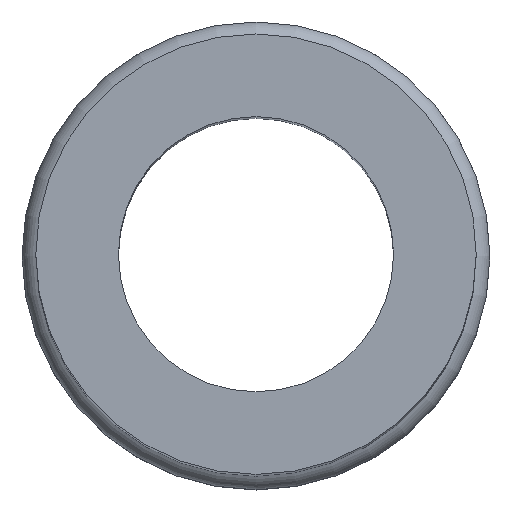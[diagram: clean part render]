
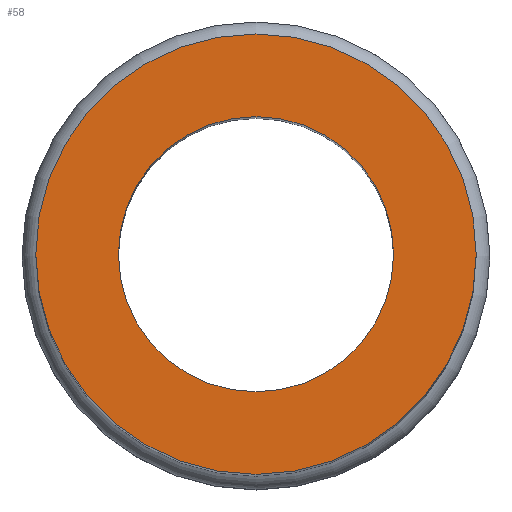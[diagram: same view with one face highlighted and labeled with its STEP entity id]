
A CAD part, top view. The second image highlights one B-rep face of the part: STEP entity #58.
In plain terms, the highlighted planar face has unit normal (0, 0, 1).
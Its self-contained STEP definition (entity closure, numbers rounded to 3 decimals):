
#58=ADVANCED_FACE('240[2]',(#121,#122),#123,.T.);
#71=EDGE_CURVE('240[2]',#143,#143,#144,.T.);
#73=EDGE_CURVE('240[2]',#146,#146,#147,.T.);
#121=FACE_OUTER_BOUND('',#193,.T.);
#122=FACE_BOUND('',#194,.T.);
#123=PLANE('',#195);
#143=VERTEX_POINT('',#220);
#144=CIRCLE('',#221,5.0);
#146=VERTEX_POINT('',#224);
#147=CIRCLE('',#225,8.0);
#193=EDGE_LOOP('',(#260));
#194=EDGE_LOOP('',(#261));
#195=AXIS2_PLACEMENT_3D('',#262,#263,#264);
#220=CARTESIAN_POINT('',(0.,5.0,37.0));
#221=AXIS2_PLACEMENT_3D('',#286,#287,#288);
#224=CARTESIAN_POINT('',(0.,8.0,37.0));
#225=AXIS2_PLACEMENT_3D('',#289,#290,#291);
#260=ORIENTED_EDGE('',*,*,#73,.F.);
#261=ORIENTED_EDGE('',*,*,#71,.T.);
#262=CARTESIAN_POINT('',(0.,6.5,37.0));
#263=DIRECTION('',(0.,0.,1.0));
#264=DIRECTION('',(0.,-1.0,0.));
#286=CARTESIAN_POINT('',(0.,0.,37.0));
#287=DIRECTION('',(0.,0.,-1.0));
#288=DIRECTION('',(0.,1.0,0.));
#289=CARTESIAN_POINT('',(0.,0.,37.0));
#290=DIRECTION('',(0.,0.,-1.0));
#291=DIRECTION('',(0.,1.0,0.));
